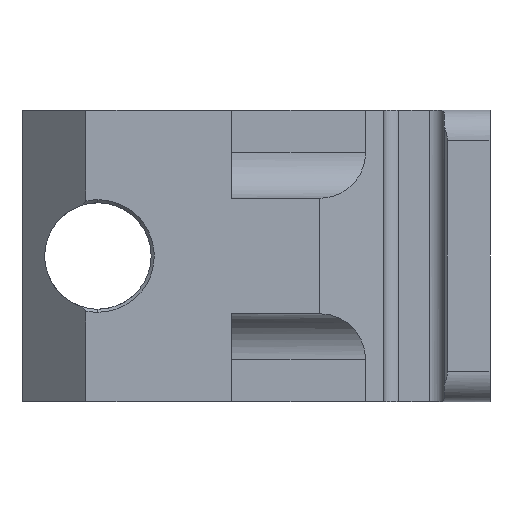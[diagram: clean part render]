
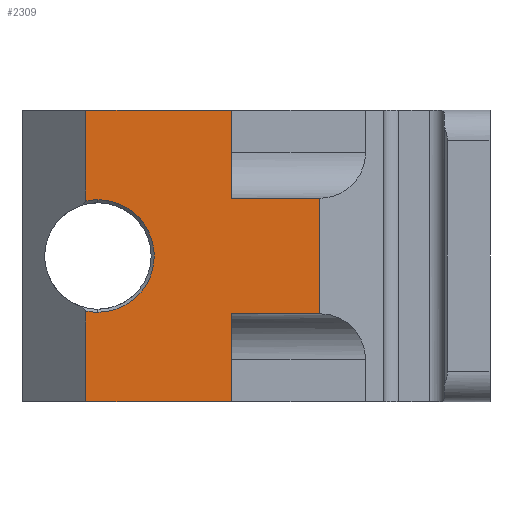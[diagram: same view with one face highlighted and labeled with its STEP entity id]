
A CAD part, left-side view. The second image highlights one B-rep face of the part: STEP entity #2309.
In plain terms, the highlighted planar face has unit normal (-1, 0, 0).
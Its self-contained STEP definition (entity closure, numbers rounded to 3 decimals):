
#727=CARTESIAN_POINT('Vertex',(-30.,-44.,-48.)) ;
#730=CARTESIAN_POINT('Line Origine',(-30.,-20.,-48.)) ;
#734=CARTESIAN_POINT('Vertex',(-30.,4.,-48.)) ;
#1283=CARTESIAN_POINT('Vertex',(-30.,4.,48.)) ;
#1286=CARTESIAN_POINT('Line Origine',(-30.,-20.,48.)) ;
#1290=CARTESIAN_POINT('Vertex',(-30.,-44.,48.)) ;
#2101=CARTESIAN_POINT('Vertex',(-30.,-73.,-19.)) ;
#2134=CARTESIAN_POINT('Vertex',(-30.,-73.,19.)) ;
#2137=CARTESIAN_POINT('Line Origine',(-30.,-73.,0.)) ;
#2198=CARTESIAN_POINT('Vertex',(-30.,-44.,-19.)) ;
#2201=CARTESIAN_POINT('Line Origine',(-30.,-44.,-33.5)) ;
#2213=CARTESIAN_POINT('Axis2P3D Location',(-30.,4.,48.)) ;
#2218=CARTESIAN_POINT('Line Origine',(-30.,-58.5,-19.)) ;
#2223=CARTESIAN_POINT('Line Origine',(-30.,-58.5,19.)) ;
#2227=CARTESIAN_POINT('Vertex',(-30.,-44.,19.)) ;
#2230=CARTESIAN_POINT('Line Origine',(-30.,-44.,33.5)) ;
#2235=CARTESIAN_POINT('Line Origine',(-30.,4.,33.031)) ;
#2239=CARTESIAN_POINT('Vertex',(-30.,4.,18.062)) ;
#2243=CARTESIAN_POINT('Control Point',(-30.,0.,18.5)) ;
#2244=CARTESIAN_POINT('Control Point',(-30.,0.806,18.5)) ;
#2245=CARTESIAN_POINT('Control Point',(-30.,1.613,18.456)) ;
#2246=CARTESIAN_POINT('Control Point',(-30.,2.416,18.368)) ;
#2247=CARTESIAN_POINT('Control Point',(-30.,3.213,18.237)) ;
#2248=CARTESIAN_POINT('Control Point',(-30.,4.,18.062)) ;
#2249=CARTESIAN_POINT('Vertex',(-30.,0.,18.5)) ;
#2253=CARTESIAN_POINT('Control Point',(-30.,0.,-18.5)) ;
#2254=CARTESIAN_POINT('Control Point',(-30.,-1.686,-18.5)) ;
#2255=CARTESIAN_POINT('Control Point',(-30.,-3.371,-18.308)) ;
#2256=CARTESIAN_POINT('Control Point',(-30.,-5.028,-17.924)) ;
#2257=CARTESIAN_POINT('Control Point',(-30.,-8.224,-16.785)) ;
#2258=CARTESIAN_POINT('Control Point',(-30.,-11.083,-14.957)) ;
#2259=CARTESIAN_POINT('Control Point',(-30.,-12.402,-13.883)) ;
#2260=CARTESIAN_POINT('Control Point',(-30.,-14.771,-11.455)) ;
#2261=CARTESIAN_POINT('Control Point',(-30.,-16.534,-8.555)) ;
#2262=CARTESIAN_POINT('Control Point',(-30.,-17.245,-7.011)) ;
#2263=CARTESIAN_POINT('Control Point',(-30.,-18.304,-3.787)) ;
#2264=CARTESIAN_POINT('Control Point',(-30.,-18.611,-0.408)) ;
#2265=CARTESIAN_POINT('Control Point',(-30.,-18.571,1.292)) ;
#2266=CARTESIAN_POINT('Control Point',(-30.,-18.104,4.653)) ;
#2267=CARTESIAN_POINT('Control Point',(-30.,-16.892,7.823)) ;
#2268=CARTESIAN_POINT('Control Point',(-30.,-16.108,9.332)) ;
#2269=CARTESIAN_POINT('Control Point',(-30.,-14.21,12.144)) ;
#2270=CARTESIAN_POINT('Control Point',(-30.,-11.727,14.458)) ;
#2271=CARTESIAN_POINT('Control Point',(-30.,-10.359,15.467)) ;
#2272=CARTESIAN_POINT('Control Point',(-30.,-7.57,17.069)) ;
#2273=CARTESIAN_POINT('Control Point',(-30.,-4.508,18.038)) ;
#2274=CARTESIAN_POINT('Control Point',(-30.,-3.019,18.346)) ;
#2275=CARTESIAN_POINT('Control Point',(-30.,-1.51,18.5)) ;
#2276=CARTESIAN_POINT('Control Point',(-30.,0.,18.5)) ;
#2277=CARTESIAN_POINT('Vertex',(-30.,0.,-18.5)) ;
#2281=CARTESIAN_POINT('Control Point',(-30.,4.,-18.062)) ;
#2282=CARTESIAN_POINT('Control Point',(-30.,3.213,-18.237)) ;
#2283=CARTESIAN_POINT('Control Point',(-30.,2.416,-18.368)) ;
#2284=CARTESIAN_POINT('Control Point',(-30.,1.613,-18.456)) ;
#2285=CARTESIAN_POINT('Control Point',(-30.,0.806,-18.5)) ;
#2286=CARTESIAN_POINT('Control Point',(-30.,0.,-18.5)) ;
#2287=CARTESIAN_POINT('Vertex',(-30.,4.,-18.062)) ;
#2290=CARTESIAN_POINT('Line Origine',(-30.,4.,-33.031)) ;
#731=DIRECTION('Vector Direction',(0.,-1.,0.)) ;
#1287=DIRECTION('Vector Direction',(0.,-1.,0.)) ;
#2138=DIRECTION('Vector Direction',(0.,0.,-1.)) ;
#2202=DIRECTION('Vector Direction',(0.,0.,1.)) ;
#2214=DIRECTION('Axis2P3D Direction',(1.,-0.,0.)) ;
#2215=DIRECTION('Axis2P3D XDirection',(0.,0.,-1.)) ;
#2219=DIRECTION('Vector Direction',(0.,1.,0.)) ;
#2224=DIRECTION('Vector Direction',(0.,1.,0.)) ;
#2231=DIRECTION('Vector Direction',(0.,0.,1.)) ;
#2236=DIRECTION('Vector Direction',(0.,0.,-1.)) ;
#2291=DIRECTION('Vector Direction',(0.,0.,-1.)) ;
#2216=AXIS2_PLACEMENT_3D('Plane Axis2P3D',#2213,#2214,#2215) ;
#2296=ORIENTED_EDGE('',*,*,#736,.T.) ;
#2297=ORIENTED_EDGE('',*,*,#2205,.T.) ;
#2298=ORIENTED_EDGE('',*,*,#2222,.F.) ;
#2299=ORIENTED_EDGE('',*,*,#2141,.F.) ;
#2300=ORIENTED_EDGE('',*,*,#2229,.T.) ;
#2301=ORIENTED_EDGE('',*,*,#2234,.T.) ;
#2302=ORIENTED_EDGE('',*,*,#1292,.F.) ;
#2303=ORIENTED_EDGE('',*,*,#2241,.T.) ;
#2304=ORIENTED_EDGE('',*,*,#2251,.F.) ;
#2305=ORIENTED_EDGE('',*,*,#2279,.F.) ;
#2306=ORIENTED_EDGE('',*,*,#2289,.F.) ;
#2307=ORIENTED_EDGE('',*,*,#2294,.T.) ;
#732=VECTOR('Line Direction',#731,1.) ;
#1288=VECTOR('Line Direction',#1287,1.) ;
#2139=VECTOR('Line Direction',#2138,1.) ;
#2203=VECTOR('Line Direction',#2202,1.) ;
#2220=VECTOR('Line Direction',#2219,1.) ;
#2225=VECTOR('Line Direction',#2224,1.) ;
#2232=VECTOR('Line Direction',#2231,1.) ;
#2237=VECTOR('Line Direction',#2236,1.) ;
#2292=VECTOR('Line Direction',#2291,1.) ;
#2309=ADVANCED_FACE('NONE',(#2308),#2217,.F.) ;
#2242=B_SPLINE_CURVE_WITH_KNOTS('',5,(#2243,#2244,#2245,#2246,#2247,#2248),.UNSPECIFIED.,.F.,.U.,(6,6),(0.,5.702),.UNSPECIFIED.) ;
#2252=B_SPLINE_CURVE_WITH_KNOTS('',5,(#2253,#2254,#2255,#2256,#2257,#2258,#2259,#2260,#2261,#2262,#2263,#2264,#2265,#2266,#2267,#2268,#2269,#2270,#2271,#2272,#2273,#2274,#2275,#2276),.UNSPECIFIED.,.F.,.U.,(6,3,3,3,3,3,3,6),(0.,11.92,23.839,35.759,47.679,59.598,71.518,82.193),.UNSPECIFIED.) ;
#2280=B_SPLINE_CURVE_WITH_KNOTS('',5,(#2281,#2282,#2283,#2284,#2285,#2286),.UNSPECIFIED.,.F.,.U.,(6,6),(0.,5.702),.UNSPECIFIED.) ;
#736=EDGE_CURVE('',#735,#728,#733,.T.) ;
#1292=EDGE_CURVE('',#1284,#1291,#1289,.T.) ;
#2141=EDGE_CURVE('',#2135,#2102,#2140,.T.) ;
#2205=EDGE_CURVE('',#728,#2199,#2204,.T.) ;
#2222=EDGE_CURVE('',#2102,#2199,#2221,.T.) ;
#2229=EDGE_CURVE('',#2135,#2228,#2226,.T.) ;
#2234=EDGE_CURVE('',#2228,#1291,#2233,.T.) ;
#2241=EDGE_CURVE('',#1284,#2240,#2238,.T.) ;
#2251=EDGE_CURVE('',#2250,#2240,#2242,.T.) ;
#2279=EDGE_CURVE('',#2278,#2250,#2252,.T.) ;
#2289=EDGE_CURVE('',#2288,#2278,#2280,.T.) ;
#2294=EDGE_CURVE('',#2288,#735,#2293,.T.) ;
#2295=EDGE_LOOP('',(#2296,#2297,#2298,#2299,#2300,#2301,#2302,#2303,#2304,#2305,#2306,#2307)) ;
#2308=FACE_OUTER_BOUND('',#2295,.T.) ;
#733=LINE('Line',#730,#732) ;
#1289=LINE('Line',#1286,#1288) ;
#2140=LINE('Line',#2137,#2139) ;
#2204=LINE('Line',#2201,#2203) ;
#2221=LINE('Line',#2218,#2220) ;
#2226=LINE('Line',#2223,#2225) ;
#2233=LINE('Line',#2230,#2232) ;
#2238=LINE('Line',#2235,#2237) ;
#2293=LINE('Line',#2290,#2292) ;
#2217=PLANE('Plane',#2216) ;
#728=VERTEX_POINT('',#727) ;
#735=VERTEX_POINT('',#734) ;
#1284=VERTEX_POINT('',#1283) ;
#1291=VERTEX_POINT('',#1290) ;
#2102=VERTEX_POINT('',#2101) ;
#2135=VERTEX_POINT('',#2134) ;
#2199=VERTEX_POINT('',#2198) ;
#2228=VERTEX_POINT('',#2227) ;
#2240=VERTEX_POINT('',#2239) ;
#2250=VERTEX_POINT('',#2249) ;
#2278=VERTEX_POINT('',#2277) ;
#2288=VERTEX_POINT('',#2287) ;
